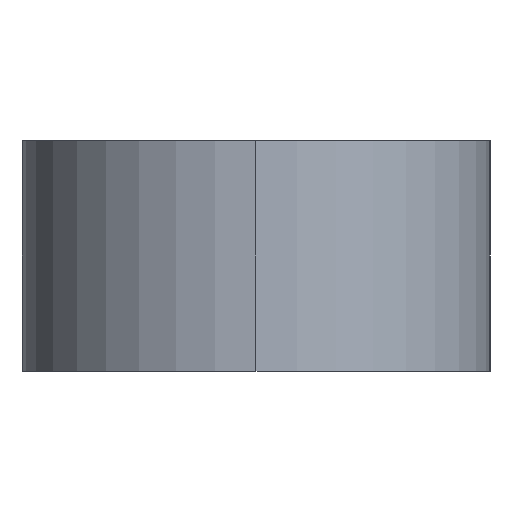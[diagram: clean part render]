
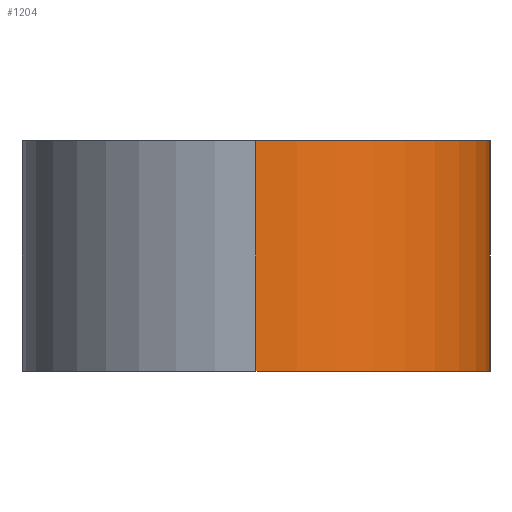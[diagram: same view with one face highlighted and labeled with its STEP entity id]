
A CAD part, left-side view. The second image highlights one B-rep face of the part: STEP entity #1204.
In plain terms, the highlighted cylindrical face has radius 6.2 mm (diameter 12.4 mm), a partial arc.
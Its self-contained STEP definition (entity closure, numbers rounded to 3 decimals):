
#62 = EDGE_CURVE ( 'NONE', #5673, #1045, #4756, .T. ) ;
#103 = EDGE_CURVE ( 'NONE', #569, #5673, #4704, .T. ) ;
#104 = CARTESIAN_POINT ( 'NONE',  ( -25.25, 0., 55.05 ) ) ;
#234 = EDGE_CURVE ( 'NONE', #1045, #1289, #4584, .T. ) ;
#342 = CARTESIAN_POINT ( 'NONE',  ( -25.25, 0., -3.05 ) ) ;
#569 = VERTEX_POINT ( 'NONE', #4188 ) ;
#607 = DIRECTION ( 'NONE',  ( 0., 0., -1. ) ) ;
#636 = DIRECTION ( 'NONE',  ( 1., 0., 0. ) ) ;
#970 = DIRECTION ( 'NONE',  ( 0., 0., -1. ) ) ;
#1000 = CARTESIAN_POINT ( 'NONE',  ( -19.05, 0., -3.05 ) ) ;
#1045 = VERTEX_POINT ( 'NONE', #2556 ) ;
#1204 = ADVANCED_FACE ( 'NONE', ( #2713 ), #2706, .T. ) ;
#1268 = VECTOR ( 'NONE', #3072, 1000. ) ;
#1289 = VERTEX_POINT ( 'NONE', #342 ) ;
#1306 = LINE ( 'NONE', #104, #1268 ) ;
#2216 = EDGE_CURVE ( 'NONE', #569, #1289, #1306, .T. ) ;
#2556 = CARTESIAN_POINT ( 'NONE',  ( -19.05, -6.2, -3.05 ) ) ;
#2706 = CYLINDRICAL_SURFACE ( 'NONE', #4429, 6.2 ) ;
#2713 = FACE_OUTER_BOUND ( 'NONE', #4982, .T. ) ;
#3072 = DIRECTION ( 'NONE',  ( 0., 0., -1. ) ) ;
#3257 = CARTESIAN_POINT ( 'NONE',  ( -19.05, -6.2, 3.05 ) ) ;
#3391 = DIRECTION ( 'NONE',  ( 1., 0., 0. ) ) ;
#3408 = DIRECTION ( 'NONE',  ( 0., 0., 1. ) ) ;
#3422 = CARTESIAN_POINT ( 'NONE',  ( -19.05, 0., 55.05 ) ) ;
#3425 = CARTESIAN_POINT ( 'NONE',  ( -19.05, 0., 3.05 ) ) ;
#4188 = CARTESIAN_POINT ( 'NONE',  ( -25.25, 0., 3.05 ) ) ;
#4429 = AXIS2_PLACEMENT_3D ( 'NONE', #3422, #607, #5619 ) ;
#4584 = CIRCLE ( 'NONE', #5456, 6.2 ) ;
#4704 = CIRCLE ( 'NONE', #5482, 6.2 ) ;
#4740 = VECTOR ( 'NONE', #5422, 1000. ) ;
#4756 = LINE ( 'NONE', #5072, #4740 ) ;
#4982 = EDGE_LOOP ( 'NONE', ( #5733, #5740, #5751, #5757 ) ) ;
#5072 = CARTESIAN_POINT ( 'NONE',  ( -19.05, -6.2, 55.05 ) ) ;
#5422 = DIRECTION ( 'NONE',  ( 0., 0., -1. ) ) ;
#5456 = AXIS2_PLACEMENT_3D ( 'NONE', #1000, #970, #636 ) ;
#5482 = AXIS2_PLACEMENT_3D ( 'NONE', #3425, #3408, #3391 ) ;
#5619 = DIRECTION ( 'NONE',  ( -1., 0., 0. ) ) ;
#5673 = VERTEX_POINT ( 'NONE', #3257 ) ;
#5733 = ORIENTED_EDGE ( 'NONE', *, *, #103, .F. ) ;
#5740 = ORIENTED_EDGE ( 'NONE', *, *, #2216, .T. ) ;
#5751 = ORIENTED_EDGE ( 'NONE', *, *, #234, .F. ) ;
#5757 = ORIENTED_EDGE ( 'NONE', *, *, #62, .F. ) ;
